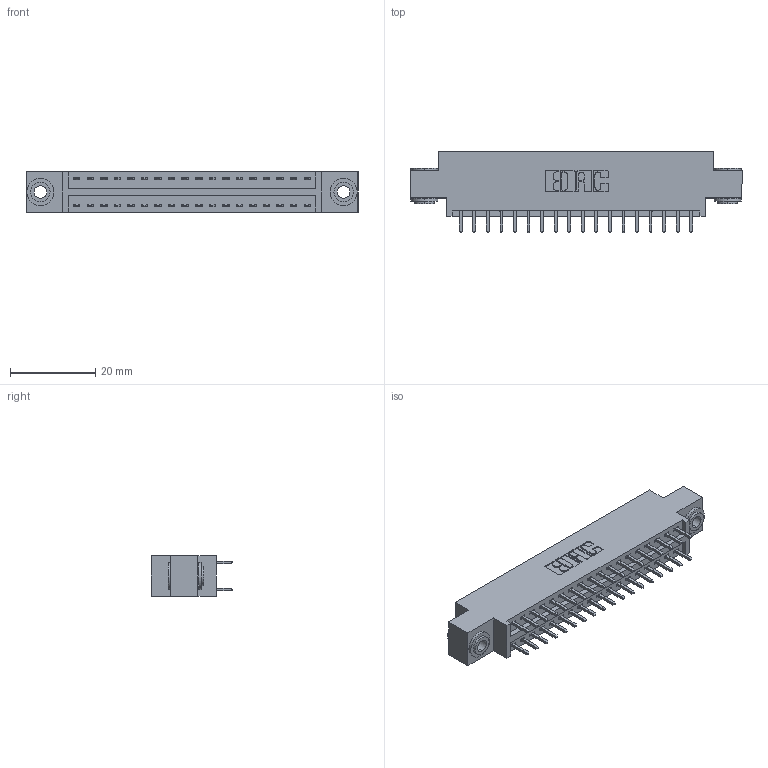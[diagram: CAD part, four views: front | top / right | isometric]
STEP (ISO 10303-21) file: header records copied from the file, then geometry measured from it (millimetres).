
FILE_DESCRIPTION (( 'STEP AP203' ), '1' );
FILE_NAME ('346-036-521-803.STEP', '2022-05-19T21:10:21', ( '' ), ( '' ), 'SwSTEP 2.0', 'SolidWorks 2020', '' );
FILE_SCHEMA (( 'CONFIG_CONTROL_DESIGN' ));
Length unit declared in the file: inch
Products named in the file (4): 346 Part_0.170 Offset - 0.156 Dia-TH; 345-292-001_345-293-121; 346-036-521-803; 345-250-002_345-250-002-102
Assembly tree (39 placements, depth 2):
  346-036-521-803
    346 Part_0.170 Offset - 0.156 Dia-TH
    345-292-001_345-293-121  x36
    345-250-002_345-250-002-102  x2
Bounding box: 77.72 x 19.05 x 9.4 mm (x, y, z)
Volume: 7224.6 mm3; surface area: 9882.9 mm2
Topology: 39 solids, 39 shells, 2050 faces, 6033 edges, 3970 vertices
Faces by surface type: plane 1364, cylinder 678, cone 8
Entity records: 16194 total; most frequent: CARTESIAN_POINT 2685, ORIENTED_EDGE 2610, DIRECTION 2447, EDGE_CURVE 1305, VECTOR 1077, LINE 1077, VERTEX_POINT 866, AXIS2_PLACEMENT_3D 685
